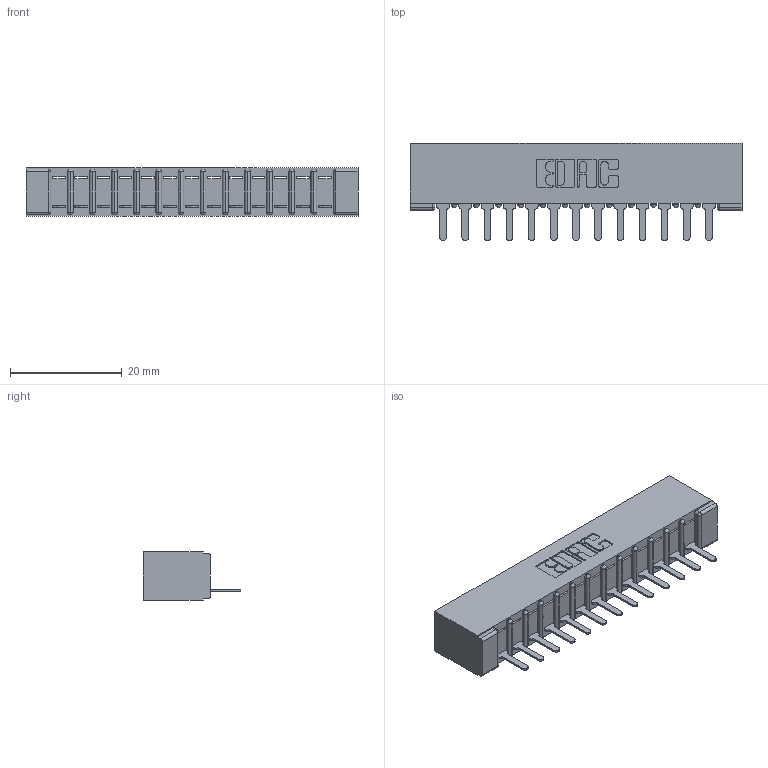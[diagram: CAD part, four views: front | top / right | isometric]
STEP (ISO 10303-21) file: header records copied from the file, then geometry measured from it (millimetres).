
FILE_DESCRIPTION (( 'STEP AP203' ), '1' );
FILE_NAME ('307-013-425-101.STEP', '2020-09-25T12:46:27', ( '' ), ( '' ), 'SwSTEP 2.0', 'SolidWorks 2020', '' );
FILE_SCHEMA (( 'CONFIG_CONTROL_DESIGN' ));
Length unit declared in the file: inch
Products named in the file (7): 307 Part_No Mounting Lugs; 307-290-001_525; 307-013-425-101; #14922; 307-013-425-102; 307 Part_.128 Dia Mounting Holes
Assembly tree (14 placements, depth 2):
  307-013-425-101
    307 Part_No Mounting Lugs
    307-290-001_525  x13
  #14922
  307-013-425-102
  307-290-001_525
  307 Part_.128 Dia Mounting Holes
Bounding box: 59.39 x 17.42 x 8.71 mm (x, y, z)
Volume: 3960.4 mm3; surface area: 6041.9 mm2
Topology: 14 solids, 14 shells, 852 faces, 2405 edges, 1546 vertices
Faces by surface type: plane 547, cylinder 277, sphere 28
Entity records: 36281 total; most frequent: CARTESIAN_POINT 6026, ORIENTED_EDGE 6019, DIRECTION 5940, EDGE_CURVE 3015, VECTOR 2288, LINE 2284, VERTEX_POINT 1955, AXIS2_PLACEMENT_3D 1819
